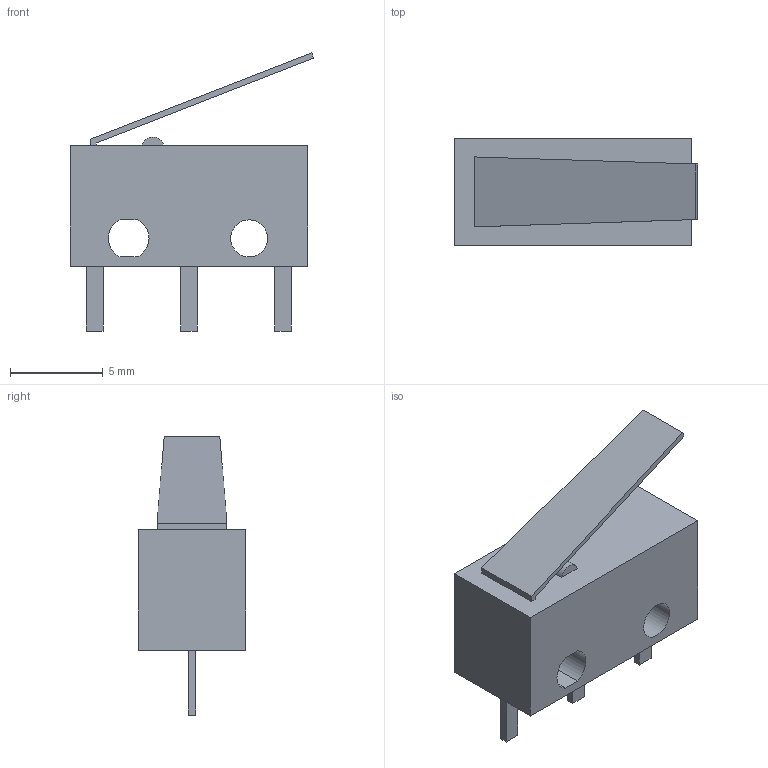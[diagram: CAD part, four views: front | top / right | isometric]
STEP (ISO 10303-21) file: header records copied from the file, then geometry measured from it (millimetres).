
FILE_DESCRIPTION(('FreeCAD Model'),'2;1');
FILE_NAME('Fusion.step','2016-07-28T11:45:36',('Author'),( ''),'Open CASCADE STEP processor 6.8','FreeCAD','Unknown');
FILE_SCHEMA(('AUTOMOTIVE_DESIGN_CC2 { 1 2 10303 214 -1 1 5 4 }'));
Length unit declared in the file: millimetre
Products named in the file (2): ASSEMBLY; Fusion
Assembly tree (1 placements, depth 2):
  ASSEMBLY
    Fusion
Bounding box: 13.13 x 5.8 x 15 mm (x, y, z)
Volume: 461.1 mm3; surface area: 577.4 mm2
Topology: 1 solids, 1 shells, 38 faces, 93 edges, 62 vertices
Faces by surface type: plane 32, cylinder 6
Entity records: 2923 total; most frequent: CARTESIAN_POINT 1035, DIRECTION 329, LINE 225, VECTOR 225, ORIENTED_EDGE 186, PCURVE 186, DEFINITIONAL_REPRESENTATION 186, EDGE_CURVE 93
